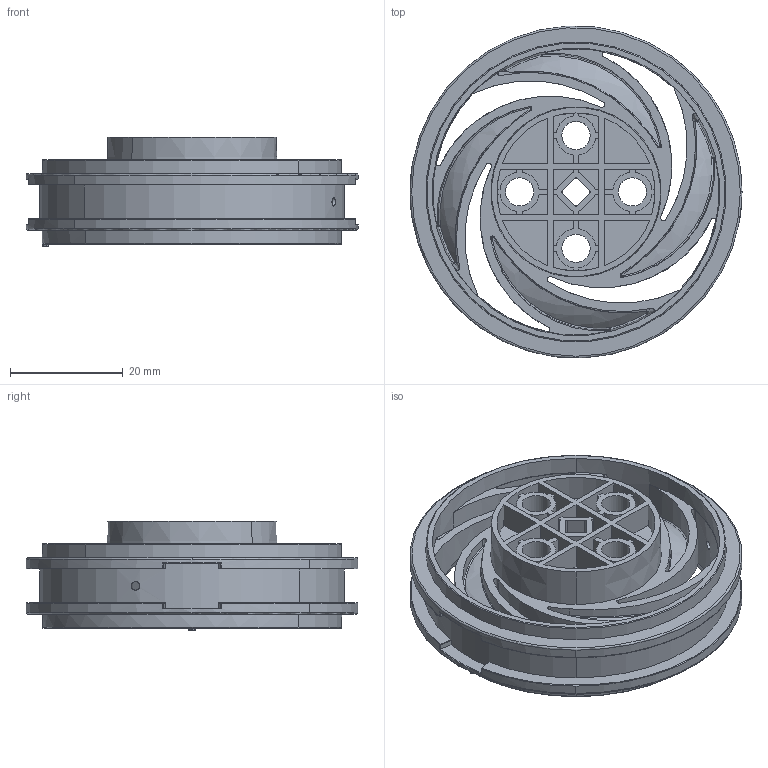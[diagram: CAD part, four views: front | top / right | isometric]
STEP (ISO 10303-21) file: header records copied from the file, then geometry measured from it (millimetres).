
FILE_DESCRIPTION((''),'2;1');
FILE_NAME('WHRM','2019-07-20T',('Administrator'),(''),'PRO/ENGINEER BY PARAMETRIC TECHNOLOGY CORPORATION, 2007450','PRO/ENGINEER BY PARAMETRIC TECHNOLOGY CORPORATION, 2007450','');
FILE_SCHEMA(('AUTOMOTIVE_DESIGN_CC2 { 1 2 10303 214 -1 1 5 2 }'));
Length unit declared in the file: millimetre
Products named in the file (1): WHRM
Bounding box: 58.88 x 58.8 x 19.5 mm (x, y, z)
Volume: 11889.1 mm3; surface area: 16082.3 mm2
Topology: 1 solids, 1 shells, 600 faces, 1694 edges, 1104 vertices
Faces by surface type: cylinder 306, plane 200, torus 34, cone 24, bspline 20, sphere 16
Entity records: 27528 total; most frequent: CARTESIAN_POINT 6538, DIRECTION 3412, ORIENTED_EDGE 3364, PRESENTATION_STYLE_ASSIGNMENT 1683, STYLED_ITEM 1683, CURVE_STYLE 1682, EDGE_CURVE 1682, AXIS2_PLACEMENT_3D 1298
